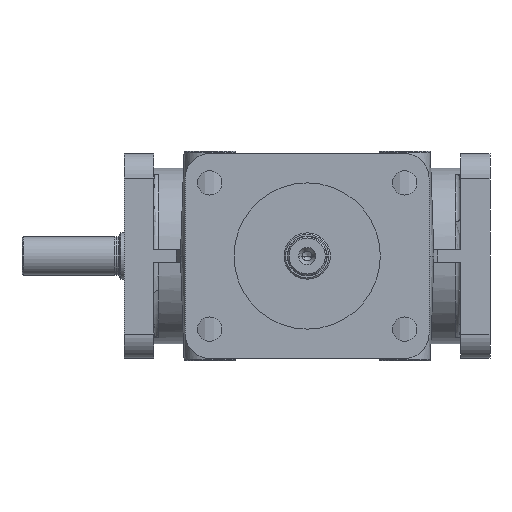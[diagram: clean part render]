
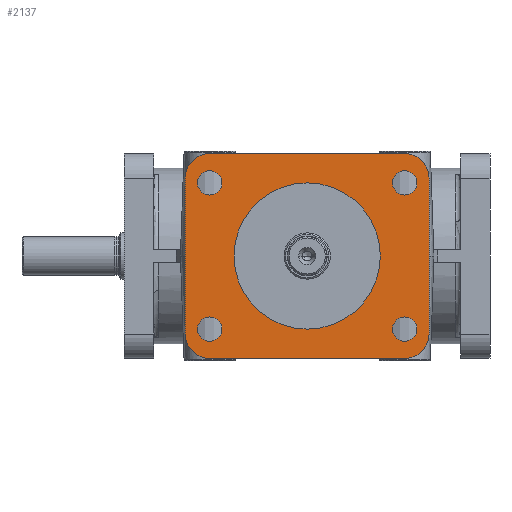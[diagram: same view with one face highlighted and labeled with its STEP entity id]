
A CAD part, front view. The second image highlights one B-rep face of the part: STEP entity #2137.
In plain terms, the highlighted planar face has unit normal (0, -1, 0).
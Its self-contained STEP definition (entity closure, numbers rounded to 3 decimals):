
#2137=ADVANCED_FACE('',(#4465,#4466,#4467,#4468,#4469,#4470),#4471,.F.);
#4465=FACE_OUTER_BOUND('',#15143,.T.);
#4466=FACE_BOUND('',#15144,.T.);
#4467=FACE_BOUND('',#15145,.T.);
#4468=FACE_BOUND('',#15146,.T.);
#4469=FACE_BOUND('',#15147,.T.);
#4470=FACE_BOUND('',#15148,.T.);
#4471=PLANE('',#15149);
#15143=EDGE_LOOP('',(#22754,#22755,#22756,#22757,#22758,#22759,#22760,#22761));
#15144=EDGE_LOOP('',(#22762,#22763,#22764));
#15145=EDGE_LOOP('',(#22765,#22766,#22767));
#15146=EDGE_LOOP('',(#22768,#22769,#22770));
#15147=EDGE_LOOP('',(#22771,#22772,#22773));
#15148=EDGE_LOOP('',(#22774,#22775));
#15149=AXIS2_PLACEMENT_3D('',#22776,#22777,#22778);
#22754=ORIENTED_EDGE('',*,*,#26533,.T.);
#22755=ORIENTED_EDGE('',*,*,#26544,.T.);
#22756=ORIENTED_EDGE('',*,*,#26529,.T.);
#22757=ORIENTED_EDGE('',*,*,#26525,.T.);
#22758=ORIENTED_EDGE('',*,*,#26520,.T.);
#22759=ORIENTED_EDGE('',*,*,#26541,.T.);
#22760=ORIENTED_EDGE('',*,*,#26516,.T.);
#22761=ORIENTED_EDGE('',*,*,#26511,.T.);
#22762=ORIENTED_EDGE('',*,*,#26436,.F.);
#22763=ORIENTED_EDGE('',*,*,#26435,.F.);
#22764=ORIENTED_EDGE('',*,*,#24220,.F.);
#22765=ORIENTED_EDGE('',*,*,#26432,.F.);
#22766=ORIENTED_EDGE('',*,*,#26431,.F.);
#22767=ORIENTED_EDGE('',*,*,#24225,.F.);
#22768=ORIENTED_EDGE('',*,*,#26428,.F.);
#22769=ORIENTED_EDGE('',*,*,#26427,.F.);
#22770=ORIENTED_EDGE('',*,*,#24230,.F.);
#22771=ORIENTED_EDGE('',*,*,#26424,.F.);
#22772=ORIENTED_EDGE('',*,*,#26423,.F.);
#22773=ORIENTED_EDGE('',*,*,#24235,.F.);
#22774=ORIENTED_EDGE('',*,*,#26313,.T.);
#22775=ORIENTED_EDGE('',*,*,#24291,.T.);
#22776=CARTESIAN_POINT('',(0.0,-60.0,0.0));
#22777=DIRECTION('',(0.0,1.0,0.0));
#22778=DIRECTION('',(1.0,0.0,-0.0));
#24220=EDGE_CURVE('',#27483,#27479,#27485,.T.);
#24225=EDGE_CURVE('',#27492,#27488,#27494,.T.);
#24230=EDGE_CURVE('',#27501,#27497,#27503,.T.);
#24235=EDGE_CURVE('',#27510,#27506,#27512,.T.);
#24291=EDGE_CURVE('',#27603,#27607,#27609,.T.);
#26313=EDGE_CURVE('',#27607,#27603,#30571,.T.);
#26423=EDGE_CURVE('',#27506,#30717,#30718,.T.);
#26424=EDGE_CURVE('',#30717,#27510,#30719,.T.);
#26427=EDGE_CURVE('',#27497,#30722,#30723,.T.);
#26428=EDGE_CURVE('',#30722,#27501,#30724,.T.);
#26431=EDGE_CURVE('',#27488,#30727,#30728,.T.);
#26432=EDGE_CURVE('',#30727,#27492,#30729,.T.);
#26435=EDGE_CURVE('',#27479,#30732,#30733,.T.);
#26436=EDGE_CURVE('',#30732,#27483,#30734,.T.);
#26511=EDGE_CURVE('',#30841,#30842,#30843,.T.);
#26516=EDGE_CURVE('',#30850,#30841,#30851,.T.);
#26520=EDGE_CURVE('',#30856,#30857,#30858,.T.);
#26525=EDGE_CURVE('',#30865,#30856,#30866,.T.);
#26529=EDGE_CURVE('',#30871,#30865,#30872,.T.);
#26533=EDGE_CURVE('',#30842,#30877,#30878,.T.);
#26541=EDGE_CURVE('',#30857,#30850,#30887,.T.);
#26544=EDGE_CURVE('',#30877,#30871,#30890,.T.);
#27479=VERTEX_POINT('',#34079);
#27483=VERTEX_POINT('',#34084);
#27485=CIRCLE('',#34087,2.5);
#27488=VERTEX_POINT('',#34090);
#27492=VERTEX_POINT('',#34095);
#27494=CIRCLE('',#34098,2.5);
#27497=VERTEX_POINT('',#34101);
#27501=VERTEX_POINT('',#34106);
#27503=CIRCLE('',#34109,2.5);
#27506=VERTEX_POINT('',#34112);
#27510=VERTEX_POINT('',#34117);
#27512=CIRCLE('',#34120,2.5);
#27603=VERTEX_POINT('',#34235);
#27607=VERTEX_POINT('',#34240);
#27609=CIRCLE('',#34243,15.0);
#30571=CIRCLE('',#43877,15.0);
#30717=VERTEX_POINT('',#44067);
#30718=CIRCLE('',#44068,2.5);
#30719=CIRCLE('',#44069,2.5);
#30722=VERTEX_POINT('',#44072);
#30723=CIRCLE('',#44073,2.5);
#30724=CIRCLE('',#44074,2.5);
#30727=VERTEX_POINT('',#44077);
#30728=CIRCLE('',#44078,2.5);
#30729=CIRCLE('',#44079,2.5);
#30732=VERTEX_POINT('',#44082);
#30733=CIRCLE('',#44083,2.5);
#30734=CIRCLE('',#44084,2.5);
#30841=VERTEX_POINT('',#44231);
#30842=VERTEX_POINT('',#44232);
#30843=LINE('',#44233,#44234);
#30850=VERTEX_POINT('',#44244);
#30851=CIRCLE('',#44245,5.0);
#30856=VERTEX_POINT('',#44251);
#30857=VERTEX_POINT('',#44252);
#30858=CIRCLE('',#44253,5.0);
#30865=VERTEX_POINT('',#44262);
#30866=LINE('',#44263,#44264);
#30871=VERTEX_POINT('',#44271);
#30872=CIRCLE('',#44272,5.0);
#30877=VERTEX_POINT('',#44278);
#30878=CIRCLE('',#44279,5.0);
#30887=LINE('',#44292,#44293);
#30890=LINE('',#44297,#44298);
#34079=CARTESIAN_POINT('',(20.0,-60.0,12.5));
#34084=CARTESIAN_POINT('',(20.0,-60.0,17.5));
#34087=AXIS2_PLACEMENT_3D('',#45406,#45407,#45408);
#34090=CARTESIAN_POINT('',(20.0,-60.0,-17.5));
#34095=CARTESIAN_POINT('',(20.0,-60.0,-12.5));
#34098=AXIS2_PLACEMENT_3D('',#45414,#45415,#45416);
#34101=CARTESIAN_POINT('',(-20.0,-60.0,-17.5));
#34106=CARTESIAN_POINT('',(-20.0,-60.0,-12.5));
#34109=AXIS2_PLACEMENT_3D('',#45422,#45423,#45424);
#34112=CARTESIAN_POINT('',(-20.0,-60.0,12.5));
#34117=CARTESIAN_POINT('',(-20.0,-60.0,17.5));
#34120=AXIS2_PLACEMENT_3D('',#45430,#45431,#45432);
#34235=CARTESIAN_POINT('',(0.,-60.0,-15.0));
#34240=CARTESIAN_POINT('',(0.,-60.0,15.0));
#34243=AXIS2_PLACEMENT_3D('',#45522,#45523,#45524);
#43877=AXIS2_PLACEMENT_3D('',#46455,#46456,#46457);
#44067=CARTESIAN_POINT('',(-17.5,-60.0,15.0));
#44068=AXIS2_PLACEMENT_3D('',#46598,#46599,#46600);
#44069=AXIS2_PLACEMENT_3D('',#46601,#46602,#46603);
#44072=CARTESIAN_POINT('',(-17.5,-60.0,-15.0));
#44073=AXIS2_PLACEMENT_3D('',#46607,#46608,#46609);
#44074=AXIS2_PLACEMENT_3D('',#46610,#46611,#46612);
#44077=CARTESIAN_POINT('',(22.5,-60.0,-15.0));
#44078=AXIS2_PLACEMENT_3D('',#46616,#46617,#46618);
#44079=AXIS2_PLACEMENT_3D('',#46619,#46620,#46621);
#44082=CARTESIAN_POINT('',(22.5,-60.0,15.0));
#44083=AXIS2_PLACEMENT_3D('',#46625,#46626,#46627);
#44084=AXIS2_PLACEMENT_3D('',#46628,#46629,#46630);
#44231=CARTESIAN_POINT('',(-25.0,-60.0,16.0));
#44232=CARTESIAN_POINT('',(-25.0,-60.0,-16.0));
#44233=CARTESIAN_POINT('',(-25.0,-60.0,16.0));
#44234=VECTOR('',#46722,1000.0);
#44244=CARTESIAN_POINT('',(-20.0,-60.0,21.0));
#44245=AXIS2_PLACEMENT_3D('',#46726,#46727,#46728);
#44251=CARTESIAN_POINT('',(25.0,-60.0,16.0));
#44252=CARTESIAN_POINT('',(20.0,-60.0,21.0));
#44253=AXIS2_PLACEMENT_3D('',#46733,#46734,#46735);
#44262=CARTESIAN_POINT('',(25.0,-60.0,-16.0));
#44263=CARTESIAN_POINT('',(25.0,-60.0,-16.0));
#44264=VECTOR('',#46741,1000.0);
#44271=CARTESIAN_POINT('',(20.0,-60.0,-21.0));
#44272=AXIS2_PLACEMENT_3D('',#46744,#46745,#46746);
#44278=CARTESIAN_POINT('',(-20.0,-60.0,-21.0));
#44279=AXIS2_PLACEMENT_3D('',#46751,#46752,#46753);
#44292=CARTESIAN_POINT('',(20.0,-60.0,21.0));
#44293=VECTOR('',#46761,1000.0);
#44297=CARTESIAN_POINT('',(-20.0,-60.0,-21.0));
#44298=VECTOR('',#46763,1000.0);
#45406=CARTESIAN_POINT('',(20.0,-60.0,15.0));
#45407=DIRECTION('',(0.0,-1.0,0.0));
#45408=DIRECTION('',(1.0,0.0,0.0));
#45414=CARTESIAN_POINT('',(20.0,-60.0,-15.0));
#45415=DIRECTION('',(0.0,-1.0,0.0));
#45416=DIRECTION('',(1.0,0.0,0.0));
#45422=CARTESIAN_POINT('',(-20.0,-60.0,-15.0));
#45423=DIRECTION('',(0.0,-1.0,0.0));
#45424=DIRECTION('',(1.0,0.0,0.0));
#45430=CARTESIAN_POINT('',(-20.0,-60.0,15.0));
#45431=DIRECTION('',(0.0,-1.0,0.0));
#45432=DIRECTION('',(1.0,0.0,0.0));
#45522=CARTESIAN_POINT('',(0.,-60.0,0.0));
#45523=DIRECTION('',(0.0,1.0,0.0));
#45524=DIRECTION('',(0.0,0.0,1.0));
#46455=CARTESIAN_POINT('',(0.,-60.0,0.0));
#46456=DIRECTION('',(0.0,1.0,0.0));
#46457=DIRECTION('',(0.0,0.0,1.0));
#46598=CARTESIAN_POINT('',(-20.0,-60.0,15.0));
#46599=DIRECTION('',(0.0,-1.0,0.0));
#46600=DIRECTION('',(1.0,0.0,0.0));
#46601=CARTESIAN_POINT('',(-20.0,-60.0,15.0));
#46602=DIRECTION('',(0.0,-1.0,0.0));
#46603=DIRECTION('',(1.0,0.0,0.0));
#46607=CARTESIAN_POINT('',(-20.0,-60.0,-15.0));
#46608=DIRECTION('',(0.0,-1.0,0.0));
#46609=DIRECTION('',(1.0,0.0,0.0));
#46610=CARTESIAN_POINT('',(-20.0,-60.0,-15.0));
#46611=DIRECTION('',(0.0,-1.0,0.0));
#46612=DIRECTION('',(1.0,0.0,0.0));
#46616=CARTESIAN_POINT('',(20.0,-60.0,-15.0));
#46617=DIRECTION('',(0.0,-1.0,0.0));
#46618=DIRECTION('',(1.0,0.0,0.0));
#46619=CARTESIAN_POINT('',(20.0,-60.0,-15.0));
#46620=DIRECTION('',(0.0,-1.0,0.0));
#46621=DIRECTION('',(1.0,0.0,0.0));
#46625=CARTESIAN_POINT('',(20.0,-60.0,15.0));
#46626=DIRECTION('',(0.0,-1.0,0.0));
#46627=DIRECTION('',(1.0,0.0,0.0));
#46628=CARTESIAN_POINT('',(20.0,-60.0,15.0));
#46629=DIRECTION('',(0.0,-1.0,0.0));
#46630=DIRECTION('',(1.0,0.0,0.0));
#46722=DIRECTION('',(0.0,0.0,-1.0));
#46726=CARTESIAN_POINT('',(-20.0,-60.0,16.0));
#46727=DIRECTION('',(0.0,-1.0,0.0));
#46728=DIRECTION('',(1.0,0.0,0.0));
#46733=CARTESIAN_POINT('',(20.0,-60.0,16.0));
#46734=DIRECTION('',(0.0,-1.0,0.0));
#46735=DIRECTION('',(1.0,0.0,0.0));
#46741=DIRECTION('',(0.0,0.0,1.0));
#46744=CARTESIAN_POINT('',(20.0,-60.0,-16.0));
#46745=DIRECTION('',(0.0,-1.0,0.0));
#46746=DIRECTION('',(-1.0,0.0,0.0));
#46751=CARTESIAN_POINT('',(-20.0,-60.0,-16.0));
#46752=DIRECTION('',(0.0,-1.0,0.0));
#46753=DIRECTION('',(1.0,0.0,0.0));
#46761=DIRECTION('',(-1.0,0.0,0.0));
#46763=DIRECTION('',(1.0,0.0,0.0));
